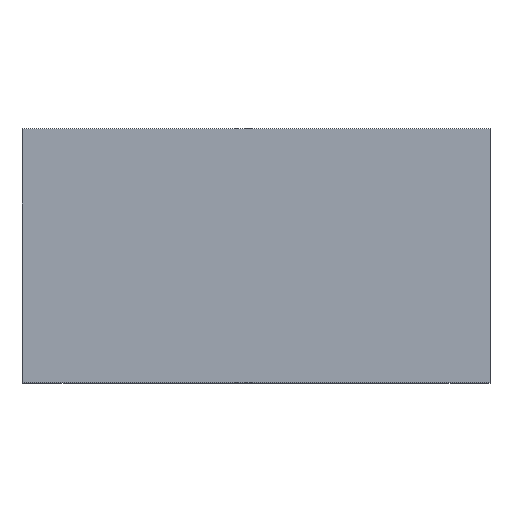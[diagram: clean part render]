
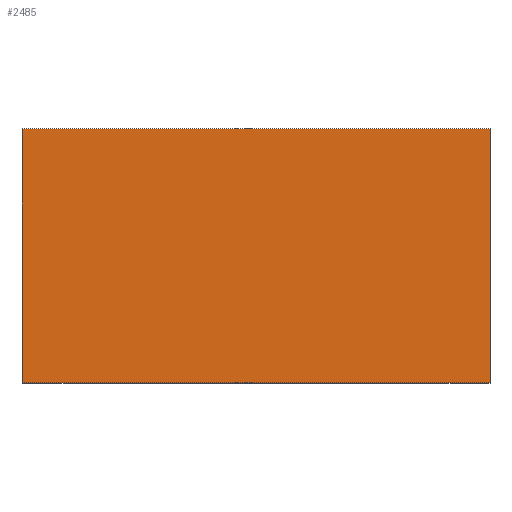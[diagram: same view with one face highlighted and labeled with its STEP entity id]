
A CAD part, top view. The second image highlights one B-rep face of the part: STEP entity #2485.
In plain terms, the highlighted planar face has unit normal (0, 0, 1).
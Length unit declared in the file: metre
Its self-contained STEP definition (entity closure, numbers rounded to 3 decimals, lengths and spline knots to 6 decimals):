
#257=LINE('',#4323,#462);
#258=LINE('',#4326,#463);
#259=LINE('',#4328,#464);
#260=LINE('',#4330,#465);
#462=VECTOR('',#2951,1.);
#463=VECTOR('',#2952,1.);
#464=VECTOR('',#2953,1.);
#465=VECTOR('',#2954,1.);
#547=PLANE('',#2582);
#931=ORIENTED_EDGE('',*,*,#1273,.T.);
#932=ORIENTED_EDGE('',*,*,#1274,.F.);
#933=ORIENTED_EDGE('',*,*,#1275,.F.);
#934=ORIENTED_EDGE('',*,*,#1276,.T.);
#1273=EDGE_CURVE('',#1443,#1444,#257,.T.);
#1274=EDGE_CURVE('',#1445,#1444,#258,.T.);
#1275=EDGE_CURVE('',#1446,#1445,#259,.T.);
#1276=EDGE_CURVE('',#1446,#1443,#260,.T.);
#1443=VERTEX_POINT('',#4324);
#1444=VERTEX_POINT('',#4325);
#1445=VERTEX_POINT('',#4327);
#1446=VERTEX_POINT('',#4329);
#1553=EDGE_LOOP('',(#931,#932,#933,#934));
#1670=FACE_BOUND('',#1553,.T.);
#2485=ADVANCED_FACE('',(#1670),#547,.F.);
#2582=AXIS2_PLACEMENT_3D('',#4322,#2949,#2950);
#2949=DIRECTION('',(0.,0.,-1.));
#2950=DIRECTION('',(-1.,0.,0.));
#2951=DIRECTION('',(-1.,0.,0.));
#2952=DIRECTION('',(0.,1.,0.));
#2953=DIRECTION('',(-1.,0.,0.));
#2954=DIRECTION('',(0.,1.,0.));
#4322=CARTESIAN_POINT('',(0.02075,-0.01125,0.01795));
#4323=CARTESIAN_POINT('',(0.02075,0.01125,0.01795));
#4324=CARTESIAN_POINT('',(0.02075,0.01125,0.01795));
#4325=CARTESIAN_POINT('',(-0.02075,0.01125,0.01795));
#4326=CARTESIAN_POINT('',(-0.02075,-0.01125,0.01795));
#4327=CARTESIAN_POINT('',(-0.02075,-0.01125,0.01795));
#4328=CARTESIAN_POINT('',(0.02075,-0.01125,0.01795));
#4329=CARTESIAN_POINT('',(0.02075,-0.01125,0.01795));
#4330=CARTESIAN_POINT('',(0.02075,-0.01125,0.01795));
